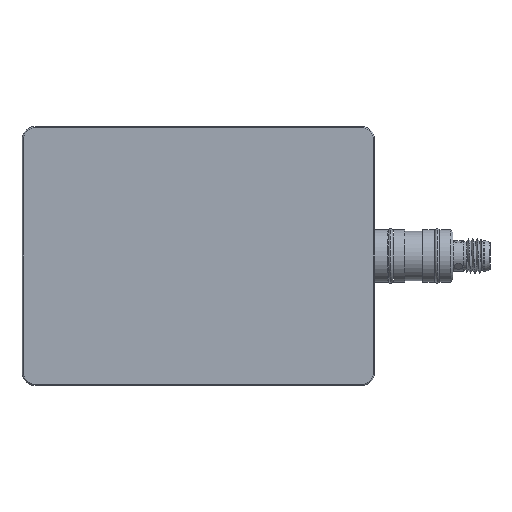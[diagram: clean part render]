
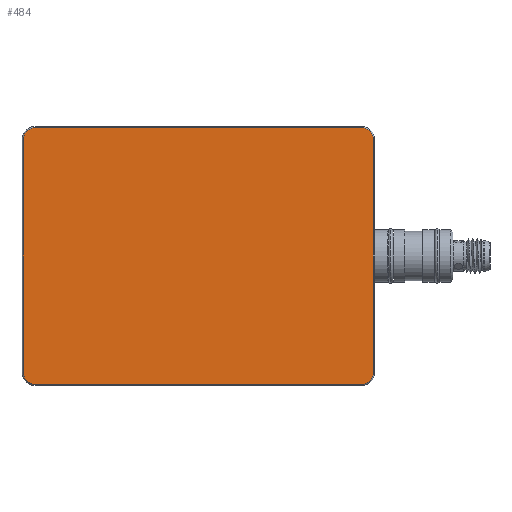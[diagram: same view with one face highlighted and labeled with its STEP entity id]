
A CAD part, front view. The second image highlights one B-rep face of the part: STEP entity #484.
In plain terms, the highlighted planar face has unit normal (0, -1, 0).
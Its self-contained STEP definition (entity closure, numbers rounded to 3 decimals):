
#7 = VERTEX_POINT ( 'NONE', #3814 ) ;
#156 = LINE ( 'NONE', #9673, #10573 ) ;
#484 = ADVANCED_FACE ( 'NONE', ( #9872 ), #7127, .F. ) ;
#535 = EDGE_CURVE ( 'NONE', #4373, #3204, #1235, .T. ) ;
#639 = EDGE_CURVE ( 'NONE', #5975, #4373, #3276, .T. ) ;
#1035 = CARTESIAN_POINT ( 'NONE',  ( 37.5, -7.5, 29.45 ) ) ;
#1235 = LINE ( 'NONE', #10594, #9151 ) ;
#1250 = CARTESIAN_POINT ( 'NONE',  ( 37.5, -7.5, 26.75 ) ) ;
#1292 = DIRECTION ( 'NONE',  ( -1., 0., 0. ) ) ;
#1456 = VERTEX_POINT ( 'NONE', #4918 ) ;
#1478 = AXIS2_PLACEMENT_3D ( 'NONE', #1250, #4649, #7205 ) ;
#1676 = CARTESIAN_POINT ( 'NONE',  ( 40.2, -7.5, 26.75 ) ) ;
#2239 = CARTESIAN_POINT ( 'NONE',  ( 40.2, -7.5, 0. ) ) ;
#2353 = ORIENTED_EDGE ( 'NONE', *, *, #5655, .T. ) ;
#2572 = VECTOR ( 'NONE', #1292, 1000. ) ;
#2617 = VERTEX_POINT ( 'NONE', #1676 ) ;
#2624 = EDGE_CURVE ( 'NONE', #3204, #1456, #9189, .T. ) ;
#2627 = CARTESIAN_POINT ( 'NONE',  ( -37.5, -7.5, -26.75 ) ) ;
#3074 = CIRCLE ( 'NONE', #1478, 2.7 ) ;
#3091 = CIRCLE ( 'NONE', #9312, 2.7 ) ;
#3188 = EDGE_LOOP ( 'NONE', ( #7220, #5859, #4153, #2353, #10113, #6570, #6823, #4098 ) ) ;
#3204 = VERTEX_POINT ( 'NONE', #3757 ) ;
#3276 = CIRCLE ( 'NONE', #3453, 2.7 ) ;
#3453 = AXIS2_PLACEMENT_3D ( 'NONE', #7455, #8407, #4190 ) ;
#3740 = DIRECTION ( 'NONE',  ( 0., 0., 1. ) ) ;
#3757 = CARTESIAN_POINT ( 'NONE',  ( -40.2, -7.5, -26.75 ) ) ;
#3814 = CARTESIAN_POINT ( 'NONE',  ( 40.2, -7.5, -26.75 ) ) ;
#4063 = VERTEX_POINT ( 'NONE', #4621 ) ;
#4098 = ORIENTED_EDGE ( 'NONE', *, *, #7418, .T. ) ;
#4153 = ORIENTED_EDGE ( 'NONE', *, *, #2624, .T. ) ;
#4190 = DIRECTION ( 'NONE',  ( 0., 0., 1. ) ) ;
#4350 = AXIS2_PLACEMENT_3D ( 'NONE', #7977, #7285, #3740 ) ;
#4373 = VERTEX_POINT ( 'NONE', #5160 ) ;
#4555 = CARTESIAN_POINT ( 'NONE',  ( 37.5, -7.5, -26.75 ) ) ;
#4621 = CARTESIAN_POINT ( 'NONE',  ( 37.5, -7.5, -29.45 ) ) ;
#4649 = DIRECTION ( 'NONE',  ( 0., -1., 0. ) ) ;
#4702 = CARTESIAN_POINT ( 'NONE',  ( 0., -7.5, 29.45 ) ) ;
#4918 = CARTESIAN_POINT ( 'NONE',  ( -37.5, -7.5, -29.45 ) ) ;
#5160 = CARTESIAN_POINT ( 'NONE',  ( -40.2, -7.5, 26.75 ) ) ;
#5263 = VECTOR ( 'NONE', #7339, 1000. ) ;
#5655 = EDGE_CURVE ( 'NONE', #1456, #4063, #156, .T. ) ;
#5859 = ORIENTED_EDGE ( 'NONE', *, *, #535, .T. ) ;
#5975 = VERTEX_POINT ( 'NONE', #7093 ) ;
#6209 = DIRECTION ( 'NONE',  ( 0., 0., 1. ) ) ;
#6570 = ORIENTED_EDGE ( 'NONE', *, *, #8902, .T. ) ;
#6823 = ORIENTED_EDGE ( 'NONE', *, *, #9802, .T. ) ;
#7093 = CARTESIAN_POINT ( 'NONE',  ( -37.5, -7.5, 29.45 ) ) ;
#7127 = PLANE ( 'NONE',  #4350 ) ;
#7205 = DIRECTION ( 'NONE',  ( 0., 0., 1. ) ) ;
#7220 = ORIENTED_EDGE ( 'NONE', *, *, #639, .T. ) ;
#7285 = DIRECTION ( 'NONE',  ( 0., 1., 0. ) ) ;
#7339 = DIRECTION ( 'NONE',  ( 0., 0., 1. ) ) ;
#7418 = EDGE_CURVE ( 'NONE', #8363, #5975, #9768, .T. ) ;
#7455 = CARTESIAN_POINT ( 'NONE',  ( -37.5, -7.5, 26.75 ) ) ;
#7977 = CARTESIAN_POINT ( 'NONE',  ( 0., -7.5, 0. ) ) ;
#8011 = DIRECTION ( 'NONE',  ( 0., -1., 0. ) ) ;
#8363 = VERTEX_POINT ( 'NONE', #1035 ) ;
#8407 = DIRECTION ( 'NONE',  ( 0., -1., 0. ) ) ;
#8838 = AXIS2_PLACEMENT_3D ( 'NONE', #2627, #8011, #8855 ) ;
#8855 = DIRECTION ( 'NONE',  ( 0., 0., 1. ) ) ;
#8902 = EDGE_CURVE ( 'NONE', #7, #2617, #9027, .T. ) ;
#9027 = LINE ( 'NONE', #2239, #5263 ) ;
#9151 = VECTOR ( 'NONE', #10642, 1000. ) ;
#9189 = CIRCLE ( 'NONE', #8838, 2.7 ) ;
#9312 = AXIS2_PLACEMENT_3D ( 'NONE', #4555, #10656, #6209 ) ;
#9453 = DIRECTION ( 'NONE',  ( 1., 0., 0. ) ) ;
#9673 = CARTESIAN_POINT ( 'NONE',  ( 0., -7.5, -29.45 ) ) ;
#9765 = EDGE_CURVE ( 'NONE', #4063, #7, #3091, .T. ) ;
#9768 = LINE ( 'NONE', #4702, #2572 ) ;
#9802 = EDGE_CURVE ( 'NONE', #2617, #8363, #3074, .T. ) ;
#9872 = FACE_OUTER_BOUND ( 'NONE', #3188, .T. ) ;
#10113 = ORIENTED_EDGE ( 'NONE', *, *, #9765, .T. ) ;
#10573 = VECTOR ( 'NONE', #9453, 1000. ) ;
#10594 = CARTESIAN_POINT ( 'NONE',  ( -40.2, -7.5, 0. ) ) ;
#10642 = DIRECTION ( 'NONE',  ( 0., 0., -1. ) ) ;
#10656 = DIRECTION ( 'NONE',  ( 0., -1., 0. ) ) ;
